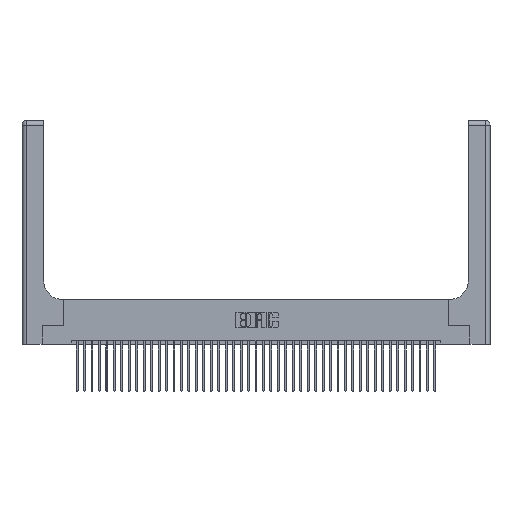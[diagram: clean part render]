
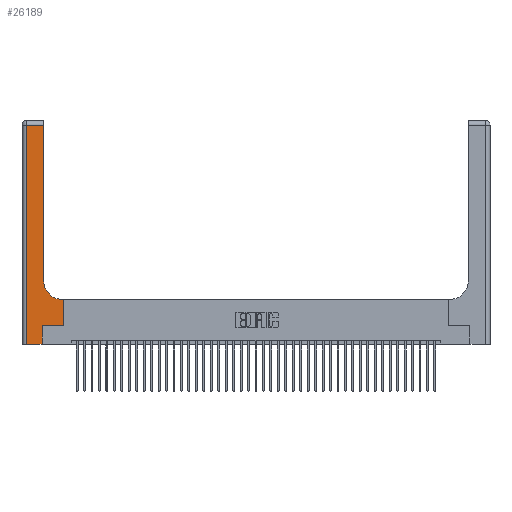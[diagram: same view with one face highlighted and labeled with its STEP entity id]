
A CAD part, top view. The second image highlights one B-rep face of the part: STEP entity #26189.
In plain terms, the highlighted planar face has unit normal (0, 0, 1).
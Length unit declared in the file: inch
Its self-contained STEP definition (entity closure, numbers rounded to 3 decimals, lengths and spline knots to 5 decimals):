
#867 = DIRECTION ( 'NONE',  ( 1., 0., 0. ) ) ;
#2056 = EDGE_CURVE ( 'NONE', #22719, #4400, #22596, .T. ) ;
#2121 = VERTEX_POINT ( 'NONE', #13684 ) ;
#2449 = EDGE_CURVE ( 'NONE', #15602, #8275, #29281, .T. ) ;
#3375 = ORIENTED_EDGE ( 'NONE', *, *, #7776, .T. ) ;
#4400 = VERTEX_POINT ( 'NONE', #24896 ) ;
#4866 = ORIENTED_EDGE ( 'NONE', *, *, #21932, .T. ) ;
#5178 = ORIENTED_EDGE ( 'NONE', *, *, #25614, .T. ) ;
#5678 = CARTESIAN_POINT ( 'NONE',  ( 0.06, 0., 0.37 ) ) ;
#7398 = CARTESIAN_POINT ( 'NONE',  ( 0.5585, 0.25, 0.37 ) ) ;
#7774 = EDGE_CURVE ( 'NONE', #10670, #15602, #32695, .T. ) ;
#7776 = EDGE_CURVE ( 'NONE', #8275, #24805, #15646, .T. ) ;
#8275 = VERTEX_POINT ( 'NONE', #35943 ) ;
#8879 = DIRECTION ( 'NONE',  ( 1., 0., 0. ) ) ;
#8881 = VECTOR ( 'NONE', #17617, 39.37008 ) ;
#10670 = VERTEX_POINT ( 'NONE', #17543 ) ;
#10983 = VERTEX_POINT ( 'NONE', #7398 ) ;
#11215 = VECTOR ( 'NONE', #8879, 39.37008 ) ;
#11403 = CARTESIAN_POINT ( 'NONE',  ( 0.5585, 0.25, 0.37 ) ) ;
#13684 = CARTESIAN_POINT ( 'NONE',  ( 0.5585, 0.6, 0.37 ) ) ;
#13769 = DIRECTION ( 'NONE',  ( 0., 0., -1. ) ) ;
#14154 = CARTESIAN_POINT ( 'NONE',  ( 0.2915, 0.6, 0.37 ) ) ;
#14462 = ORIENTED_EDGE ( 'NONE', *, *, #2056, .T. ) ;
#15118 = VECTOR ( 'NONE', #19126, 39.37008 ) ;
#15602 = VERTEX_POINT ( 'NONE', #5678 ) ;
#15646 = LINE ( 'NONE', #15781, #15118 ) ;
#15781 = CARTESIAN_POINT ( 'NONE',  ( 0.269, 0., 0.37 ) ) ;
#15927 = CARTESIAN_POINT ( 'NONE',  ( 0.06, 3., 0.37 ) ) ;
#16552 = FACE_OUTER_BOUND ( 'NONE', #19908, .T. ) ;
#17309 = ORIENTED_EDGE ( 'NONE', *, *, #38583, .T. ) ;
#17543 = CARTESIAN_POINT ( 'NONE',  ( 0.06, 2.94, 0.37 ) ) ;
#17617 = DIRECTION ( 'NONE',  ( -1., 0., 0. ) ) ;
#18190 = LINE ( 'NONE', #11403, #34680 ) ;
#19126 = DIRECTION ( 'NONE',  ( 0., 1., 0. ) ) ;
#19908 = EDGE_LOOP ( 'NONE', ( #21945, #17309, #36325, #32398, #3375, #4866, #5178, #22045, #14462 ) ) ;
#19959 = AXIS2_PLACEMENT_3D ( 'NONE', #30237, #13769, #36871 ) ;
#20226 = LINE ( 'NONE', #14154, #8881 ) ;
#21016 = CARTESIAN_POINT ( 'NONE',  ( 0., 3., 0.37 ) ) ;
#21774 = CARTESIAN_POINT ( 'NONE',  ( 0.5415, 0.6, 0.37 ) ) ;
#21932 = EDGE_CURVE ( 'NONE', #24805, #10983, #33509, .T. ) ;
#21945 = ORIENTED_EDGE ( 'NONE', *, *, #30256, .T. ) ;
#22045 = ORIENTED_EDGE ( 'NONE', *, *, #42232, .T. ) ;
#22071 = CARTESIAN_POINT ( 'NONE',  ( 0.2915, 2.94, 0.37 ) ) ;
#22337 = VECTOR ( 'NONE', #28526, 39.37008 ) ;
#22596 = CIRCLE ( 'NONE', #19959, 0.25 ) ;
#22719 = VERTEX_POINT ( 'NONE', #21774 ) ;
#23330 = CARTESIAN_POINT ( 'NONE',  ( 0., 2.94, 0.37 ) ) ;
#24300 = DIRECTION ( 'NONE',  ( 0., 0., -1. ) ) ;
#24316 = CARTESIAN_POINT ( 'NONE',  ( 0.269, 0.25, 0.37 ) ) ;
#24805 = VERTEX_POINT ( 'NONE', #24316 ) ;
#24896 = CARTESIAN_POINT ( 'NONE',  ( 0.2915, 0.85, 0.37 ) ) ;
#25614 = EDGE_CURVE ( 'NONE', #10983, #2121, #18190, .T. ) ;
#25712 = DIRECTION ( 'NONE',  ( 0., -1., 0. ) ) ;
#26189 = ADVANCED_FACE ( 'NONE', ( #16552 ), #40791, .F. ) ;
#26205 = VECTOR ( 'NONE', #37478, 39.37008 ) ;
#27626 = DIRECTION ( 'NONE',  ( -1., 0., 0. ) ) ;
#28526 = DIRECTION ( 'NONE',  ( 0., 1., 0. ) ) ;
#29281 = LINE ( 'NONE', #32536, #11215 ) ;
#29389 = VECTOR ( 'NONE', #867, 39.37008 ) ;
#30237 = CARTESIAN_POINT ( 'NONE',  ( 0.5415, 0.85, 0.37 ) ) ;
#30256 = EDGE_CURVE ( 'NONE', #4400, #31413, #37835, .T. ) ;
#30520 = AXIS2_PLACEMENT_3D ( 'NONE', #21016, #24300, #27626 ) ;
#31413 = VERTEX_POINT ( 'NONE', #22071 ) ;
#31915 = LINE ( 'NONE', #23330, #26205 ) ;
#32202 = VECTOR ( 'NONE', #25712, 39.37008 ) ;
#32398 = ORIENTED_EDGE ( 'NONE', *, *, #2449, .T. ) ;
#32536 = CARTESIAN_POINT ( 'NONE',  ( 0., 0., 0.37 ) ) ;
#32695 = LINE ( 'NONE', #15927, #32202 ) ;
#33509 = LINE ( 'NONE', #39857, #29389 ) ;
#34680 = VECTOR ( 'NONE', #41262, 39.37008 ) ;
#35943 = CARTESIAN_POINT ( 'NONE',  ( 0.269, 0., 0.37 ) ) ;
#36325 = ORIENTED_EDGE ( 'NONE', *, *, #7774, .T. ) ;
#36871 = DIRECTION ( 'NONE',  ( 1., 0., 0. ) ) ;
#37478 = DIRECTION ( 'NONE',  ( -1., 0., 0. ) ) ;
#37835 = LINE ( 'NONE', #38594, #22337 ) ;
#38583 = EDGE_CURVE ( 'NONE', #31413, #10670, #31915, .T. ) ;
#38594 = CARTESIAN_POINT ( 'NONE',  ( 0.2915, 3., 0.37 ) ) ;
#39857 = CARTESIAN_POINT ( 'NONE',  ( 0.269, 0.25, 0.37 ) ) ;
#40791 = PLANE ( 'NONE',  #30520 ) ;
#41262 = DIRECTION ( 'NONE',  ( 0., 1., 0. ) ) ;
#42232 = EDGE_CURVE ( 'NONE', #2121, #22719, #20226, .T. ) ;
